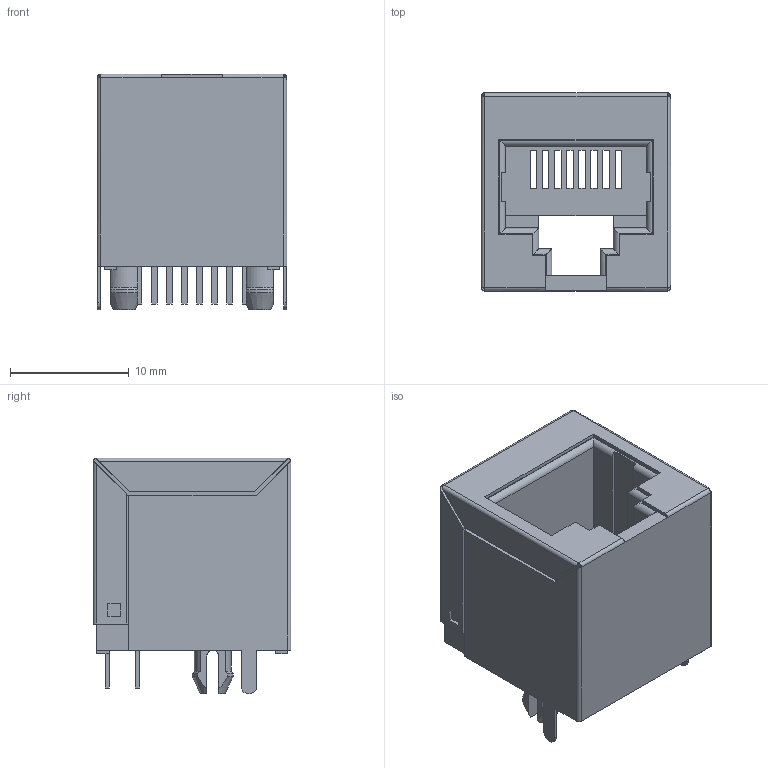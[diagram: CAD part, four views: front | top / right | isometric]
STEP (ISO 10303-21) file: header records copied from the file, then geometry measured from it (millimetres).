
FILE_DESCRIPTION(('CATIA V5 STEP Exchange','CAx-IF Rec.Pracs.--- Model Styling and Organization---1.4--- 2014-01-23'),'2;1');
FILE_NAME ('161101-2_0_2562970000_2562970000.stp','2018-12-18T08:18:30+00:00',('none'),('Weidmueller'),'CATIA Version 5-6 Release 2016 SP3 HF44','CATIA V5 STEP AP214','none');
FILE_SCHEMA(('AUTOMOTIVE_DESIGN { 1 0 10303 214 1 1 1 1 }'));
Length unit declared in the file: millimetre
Products named in the file (1): N3114-002-02
Bounding box: 16 x 16.7 x 19.9 mm (x, y, z)
Volume: 2491.1 mm3; surface area: 2666.2 mm2
Topology: 1 solids, 1 shells, 267 faces, 738 edges, 478 vertices
Faces by surface type: plane 213, cylinder 36, bspline 10, cone 8
Entity records: 9013 total; most frequent: CARTESIAN_POINT 2098, ORIENTED_EDGE 1472, DIRECTION 1172, EDGE_CURVE 736, VECTOR 610, LINE 610, VERTEX_POINT 478, AXIS2_PLACEMENT_3D 306
